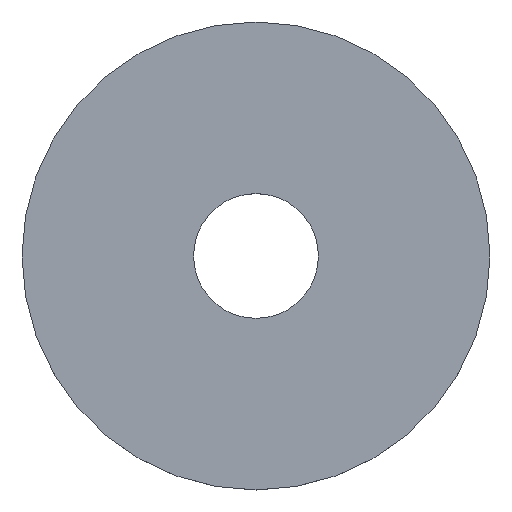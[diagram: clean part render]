
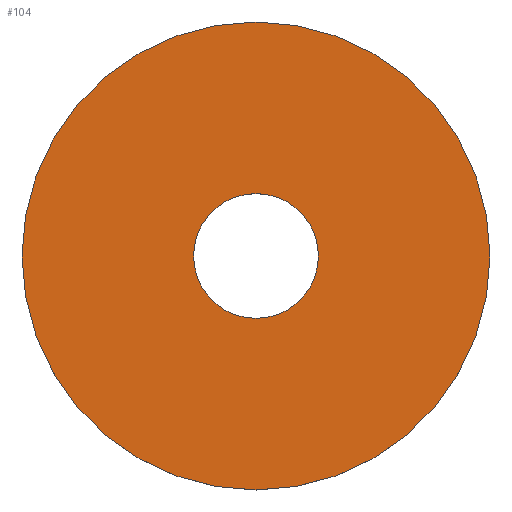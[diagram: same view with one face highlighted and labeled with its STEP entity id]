
A CAD part, top view. The second image highlights one B-rep face of the part: STEP entity #104.
In plain terms, the highlighted planar face has unit normal (0, 0, 1).
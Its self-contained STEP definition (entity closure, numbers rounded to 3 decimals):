
#10 = DIRECTION ( 'NONE',  ( 0., 0., 1. ) ) ;
#13 = ORIENTED_EDGE ( 'NONE', *, *, #110, .T. ) ;
#16 = EDGE_LOOP ( 'NONE', ( #13 ) ) ;
#18 = CIRCLE ( 'NONE', #52, 15. ) ;
#44 = CARTESIAN_POINT ( 'NONE',  ( 0., 0., 1.5 ) ) ;
#46 = FACE_OUTER_BOUND ( 'NONE', #112, .T. ) ;
#52 = AXIS2_PLACEMENT_3D ( 'NONE', #44, #95, #67 ) ;
#54 = CARTESIAN_POINT ( 'NONE',  ( 0., 4., 1.5 ) ) ;
#67 = DIRECTION ( 'NONE',  ( 0., 1., 0. ) ) ;
#80 = VERTEX_POINT ( 'NONE', #107 ) ;
#84 = FACE_BOUND ( 'NONE', #16, .T. ) ;
#95 = DIRECTION ( 'NONE',  ( 0., 0., -1. ) ) ;
#103 = ORIENTED_EDGE ( 'NONE', *, *, #147, .F. ) ;
#104 = ADVANCED_FACE ( 'NONE', ( #84, #46 ), #168, .T. ) ;
#105 = AXIS2_PLACEMENT_3D ( 'NONE', #122, #10, #136 ) ;
#107 = CARTESIAN_POINT ( 'NONE',  ( 0., 15., 1.5 ) ) ;
#110 = EDGE_CURVE ( 'NONE', #124, #124, #140, .T. ) ;
#112 = EDGE_LOOP ( 'NONE', ( #103 ) ) ;
#122 = CARTESIAN_POINT ( 'NONE',  ( 0., 4., 1.5 ) ) ;
#123 = CARTESIAN_POINT ( 'NONE',  ( 0., 0., 1.5 ) ) ;
#124 = VERTEX_POINT ( 'NONE', #54 ) ;
#136 = DIRECTION ( 'NONE',  ( 0., -1., 0. ) ) ;
#140 = CIRCLE ( 'NONE', #163, 4. ) ;
#147 = EDGE_CURVE ( 'NONE', #80, #80, #18, .T. ) ;
#149 = DIRECTION ( 'NONE',  ( 0., 0., -1. ) ) ;
#163 = AXIS2_PLACEMENT_3D ( 'NONE', #123, #149, #166 ) ;
#166 = DIRECTION ( 'NONE',  ( 0., 1., 0. ) ) ;
#168 = PLANE ( 'NONE',  #105 ) ;
